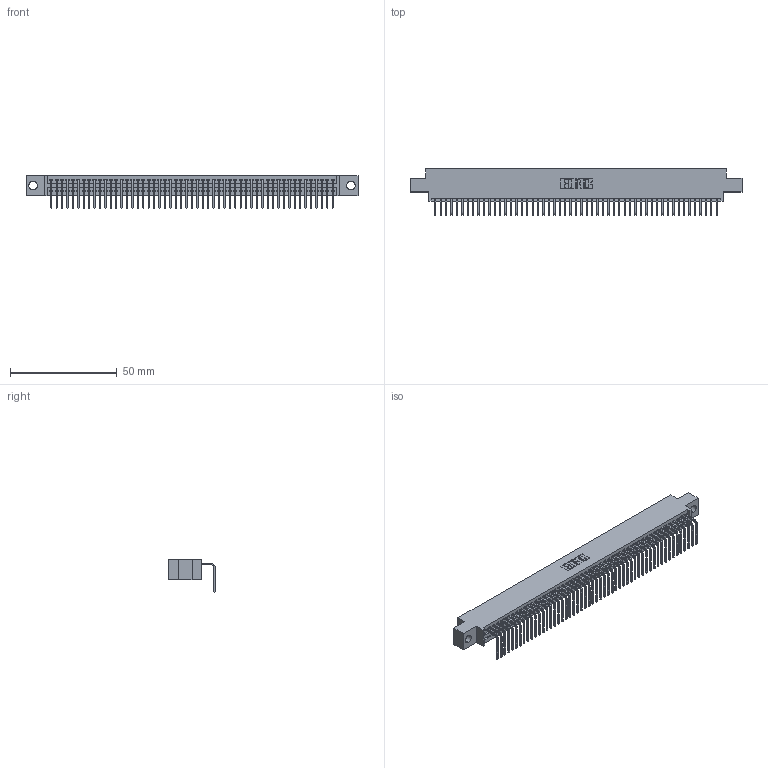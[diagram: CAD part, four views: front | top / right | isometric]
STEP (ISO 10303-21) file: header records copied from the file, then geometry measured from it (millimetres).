
FILE_DESCRIPTION (( 'STEP AP203' ), '1' );
FILE_NAME ('395-053-558-604.STEP', '2021-06-11T19:23:11', ( '' ), ( '' ), 'SwSTEP 2.0', 'SolidWorks 2020', '' );
FILE_SCHEMA (( 'CONFIG_CONTROL_DESIGN' ));
Length unit declared in the file: inch
Products named in the file (3): 345-292-001_558 Tail - 2; 395-053-558-604; 345 Part_0.170 Offset - 0.156 Dia-TI
Assembly tree (54 placements, depth 2):
  395-053-558-604
    345 Part_0.170 Offset - 0.156 Dia-TI
    345-292-001_558 Tail - 2  x53
Bounding box: 155.83 x 21.83 x 15.37 mm (x, y, z)
Volume: 14848.2 mm3; surface area: 20888 mm2
Topology: 54 solids, 54 shells, 3324 faces, 10035 edges, 6618 vertices
Faces by surface type: plane 2324, cylinder 1000
Entity records: 39043 total; most frequent: CARTESIAN_POINT 6773, ORIENTED_EDGE 6758, DIRECTION 5897, EDGE_CURVE 3379, VECTOR 3035, LINE 3035, VERTEX_POINT 2250, AXIS2_PLACEMENT_3D 1431
